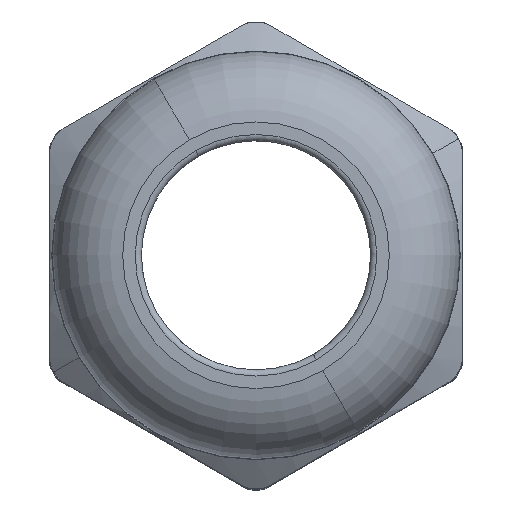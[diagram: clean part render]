
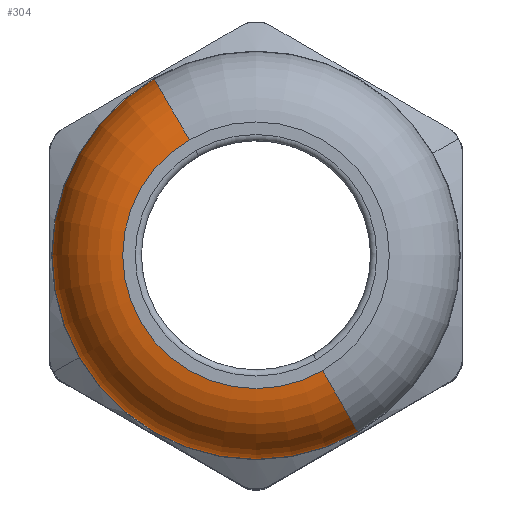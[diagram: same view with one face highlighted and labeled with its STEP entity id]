
A CAD part, top view. The second image highlights one B-rep face of the part: STEP entity #304.
In plain terms, the highlighted toroidal (fillet/blend) face has major radius 10.005 mm and minor radius 6.295 mm.
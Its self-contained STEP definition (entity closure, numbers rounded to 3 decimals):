
#226=AXIS2_PLACEMENT_3D('Circle Axis2P3D',#224,#225,$) ;
#249=AXIS2_PLACEMENT_3D('Circle Axis2P3D',#247,#248,$) ;
#278=AXIS2_PLACEMENT_3D('Torus Axis2P3D',#275,#276,#277) ;
#282=AXIS2_PLACEMENT_3D('Circle Axis2P3D',#280,#281,$) ;
#289=AXIS2_PLACEMENT_3D('Circle Axis2P3D',#287,#288,$) ;
#294=AXIS2_PLACEMENT_3D('Circle Axis2P3D',#292,#293,$) ;
#224=CARTESIAN_POINT('Axis2P3D Location',(11.497,27.381,41.74)) ;
#228=CARTESIAN_POINT('Vertex',(11.168,27.952,48.)) ;
#230=CARTESIAN_POINT('Vertex',(8.35,32.832,41.74)) ;
#244=CARTESIAN_POINT('Vertex',(21.833,9.48,48.)) ;
#247=CARTESIAN_POINT('Axis2P3D Location',(21.503,10.051,41.74)) ;
#251=CARTESIAN_POINT('Vertex',(24.65,4.6,41.74)) ;
#275=CARTESIAN_POINT('Axis2P3D Location',(16.5,18.716,41.74)) ;
#280=CARTESIAN_POINT('Axis2P3D Location',(16.5,18.716,41.74)) ;
#284=CARTESIAN_POINT('Vertex',(2.384,10.566,41.74)) ;
#287=CARTESIAN_POINT('Axis2P3D Location',(16.5,18.716,41.74)) ;
#292=CARTESIAN_POINT('Axis2P3D Location',(16.5,18.716,48.)) ;
#225=DIRECTION('Axis2P3D Direction',(-0.866,-0.5,-0.)) ;
#248=DIRECTION('Axis2P3D Direction',(0.866,0.5,0.)) ;
#276=DIRECTION('Axis2P3D Direction',(0.,0.,-1.)) ;
#277=DIRECTION('Axis2P3D XDirection',(0.5,-0.866,0.)) ;
#281=DIRECTION('Axis2P3D Direction',(0.,0.,-1.)) ;
#288=DIRECTION('Axis2P3D Direction',(0.,0.,-1.)) ;
#293=DIRECTION('Axis2P3D Direction',(0.,0.,-1.)) ;
#298=ORIENTED_EDGE('',*,*,#232,.T.) ;
#299=ORIENTED_EDGE('',*,*,#286,.F.) ;
#300=ORIENTED_EDGE('',*,*,#291,.F.) ;
#301=ORIENTED_EDGE('',*,*,#253,.T.) ;
#302=ORIENTED_EDGE('',*,*,#296,.T.) ;
#304=ADVANCED_FACE('VG_21_OT\\Hauptk\X2\00F6\X0\rper',(#303),#279,.T.) ;
#227=CIRCLE('generated circle',#226,6.295) ;
#250=CIRCLE('generated circle',#249,6.295) ;
#283=CIRCLE('generated circle',#282,16.3) ;
#290=CIRCLE('generated circle',#289,16.3) ;
#295=CIRCLE('generated circle',#294,10.665) ;
#279=TOROIDAL_SURFACE('homeo Torus',#278,10.005,6.295) ;
#232=EDGE_CURVE('',#229,#231,#227,.T.) ;
#253=EDGE_CURVE('',#252,#245,#250,.F.) ;
#286=EDGE_CURVE('',#285,#231,#283,.T.) ;
#291=EDGE_CURVE('',#252,#285,#290,.T.) ;
#296=EDGE_CURVE('',#245,#229,#295,.T.) ;
#297=EDGE_LOOP('',(#298,#299,#300,#301,#302)) ;
#303=FACE_OUTER_BOUND('',#297,.T.) ;
#229=VERTEX_POINT('',#228) ;
#231=VERTEX_POINT('',#230) ;
#245=VERTEX_POINT('',#244) ;
#252=VERTEX_POINT('',#251) ;
#285=VERTEX_POINT('',#284) ;
